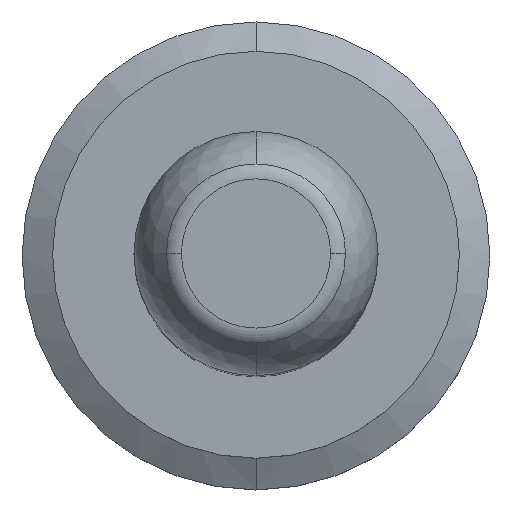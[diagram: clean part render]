
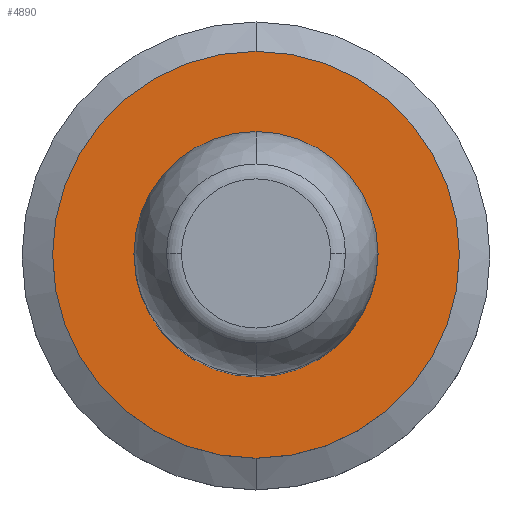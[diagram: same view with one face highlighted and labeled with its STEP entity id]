
A CAD part, top view. The second image highlights one B-rep face of the part: STEP entity #4890.
In plain terms, the highlighted face is planar.
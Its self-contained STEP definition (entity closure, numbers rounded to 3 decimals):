
#4340=CARTESIAN_POINT('',(18.5,3.,0.));
#4350=VERTEX_POINT('',#4340);
#4380=CARTESIAN_POINT('',(18.5,0.,
0.));
#4390=DIRECTION('',(1.,0.,0.));
#4400=DIRECTION('',(0.,-1.,0.));
#4410=AXIS2_PLACEMENT_3D('',#4380,#4390,#4400);
#4420=CIRCLE('',#4410,3.);
#4430=CARTESIAN_POINT('',(18.5,-3.,0.));
#4440=VERTEX_POINT('',#4430);
#4450=EDGE_CURVE('',#4350,#4440,#4420,.T.);
#4640=CARTESIAN_POINT('',(18.5,-5.159,0.))
;
#4650=DIRECTION('',(1.,0.,0.));
#4660=DIRECTION('',(0.,-1.,0.));
#4670=AXIS2_PLACEMENT_3D('',#4640,#4650,#4660);
#4680=PLANE('',#4670);
#4690=EDGE_CURVE('',#4440,#4350,#4420,.T.);
#4700=ORIENTED_EDGE('',*,*,#4690,.T.);
#4710=ORIENTED_EDGE('',*,*,#4450,.T.);
#4720=EDGE_LOOP('',(#4710,#4700));
#4730=FACE_BOUND('',#4720,.T.);
#4740=CARTESIAN_POINT('',(18.5,0.,
0.));
#4750=DIRECTION('',(-1.,0.,0.));
#4760=DIRECTION('',(0.,1.,0.));
#4770=AXIS2_PLACEMENT_3D('',#4740,#4750,#4760);
#4780=CIRCLE('',#4770,5.);
#4790=CARTESIAN_POINT('',(18.5,5.,0.));
#4800=VERTEX_POINT('',#4790);
#4810=CARTESIAN_POINT('',(18.5,-5.,0.));
#4820=VERTEX_POINT('',#4810);
#4830=EDGE_CURVE('',#4800,#4820,#4780,.T.);
#4840=ORIENTED_EDGE('',*,*,#4830,.T.);
#4850=EDGE_CURVE('',#4820,#4800,#4780,.T.);
#4860=ORIENTED_EDGE('',*,*,#4850,.T.);
#4870=EDGE_LOOP('',(#4860,#4840));
#4880=FACE_OUTER_BOUND('',#4870,.T.);
#4890=ADVANCED_FACE('',(#4730,#4880),#4680,.F.);
